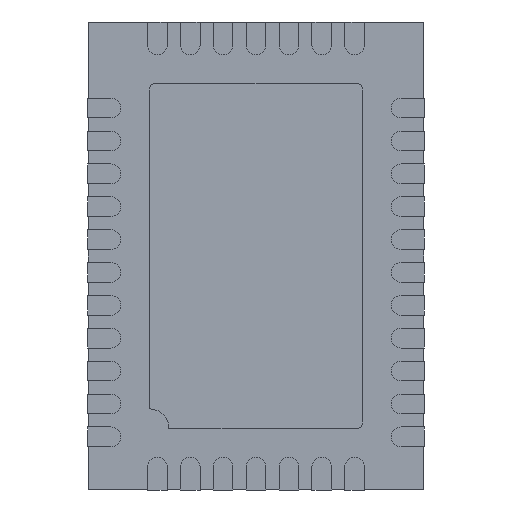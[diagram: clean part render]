
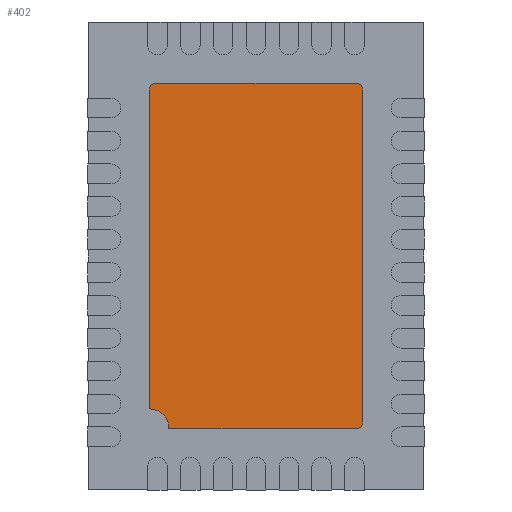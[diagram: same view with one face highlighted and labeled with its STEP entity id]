
A CAD part, front view. The second image highlights one B-rep face of the part: STEP entity #402.
In plain terms, the highlighted face is planar.
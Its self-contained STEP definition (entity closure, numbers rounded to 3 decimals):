
#25 = CARTESIAN_POINT ( 'NONE',  ( 1.325, 0.2, -2.625 ) ) ;
#35 = DIRECTION ( 'NONE',  ( 0., 1., 0. ) ) ;
#61 = ORIENTED_EDGE ( 'NONE', *, *, #207, .T. ) ;
#65 = VERTEX_POINT ( 'NONE', #727 ) ;
#79 = EDGE_CURVE ( 'NONE', #934, #344, #493, .T. ) ;
#97 = VERTEX_POINT ( 'NONE', #1001 ) ;
#138 = FACE_OUTER_BOUND ( 'NONE', #202, .T. ) ;
#170 = LINE ( 'NONE', #564, #1127 ) ;
#186 = ORIENTED_EDGE ( 'NONE', *, *, #785, .F. ) ;
#202 = EDGE_LOOP ( 'NONE', ( #826, #950, #843, #186, #1081, #1097, #1119, #61 ) ) ;
#207 = EDGE_CURVE ( 'NONE', #281, #934, #791, .T. ) ;
#238 = CARTESIAN_POINT ( 'NONE',  ( 1.625, 0.2, 2.525 ) ) ;
#253 = DIRECTION ( 'NONE',  ( 0., 1., 0. ) ) ;
#261 = EDGE_CURVE ( 'NONE', #1109, #859, #170, .T. ) ;
#271 = DIRECTION ( 'NONE',  ( 1., 0., 0. ) ) ;
#281 = VERTEX_POINT ( 'NONE', #1052 ) ;
#290 = AXIS2_PLACEMENT_3D ( 'NONE', #544, #253, #627 ) ;
#316 = LINE ( 'NONE', #617, #1131 ) ;
#320 = DIRECTION ( 'NONE',  ( 0., 1., 0. ) ) ;
#339 = DIRECTION ( 'NONE',  ( 0., 0., -1. ) ) ;
#344 = VERTEX_POINT ( 'NONE', #694 ) ;
#348 = CIRCLE ( 'NONE', #511, 0.1 ) ;
#375 = EDGE_CURVE ( 'NONE', #859, #97, #348, .T. ) ;
#402 = ADVANCED_FACE ( 'NONE', ( #138 ), #417, .T. ) ;
#411 = CARTESIAN_POINT ( 'NONE',  ( -1.525, 0.2, -2.625 ) ) ;
#417 = PLANE ( 'NONE',  #953 ) ;
#428 = DIRECTION ( 'NONE',  ( 0., 0., 1. ) ) ;
#469 = DIRECTION ( 'NONE',  ( -1., 0., 0. ) ) ;
#493 = LINE ( 'NONE', #1098, #897 ) ;
#509 = LINE ( 'NONE', #884, #1051 ) ;
#511 = AXIS2_PLACEMENT_3D ( 'NONE', #899, #35, #428 ) ;
#514 = CARTESIAN_POINT ( 'NONE',  ( -1.525, 0.2, 2.625 ) ) ;
#519 = DIRECTION ( 'NONE',  ( 0., 1., 0. ) ) ;
#535 = CIRCLE ( 'NONE', #677, 0.1 ) ;
#544 = CARTESIAN_POINT ( 'NONE',  ( 1.625, 0.2, -2.625 ) ) ;
#555 = DIRECTION ( 'NONE',  ( 0., 0., 1. ) ) ;
#564 = CARTESIAN_POINT ( 'NONE',  ( -1.625, 0.2, -2.625 ) ) ;
#579 = AXIS2_PLACEMENT_3D ( 'NONE', #1112, #831, #555 ) ;
#617 = CARTESIAN_POINT ( 'NONE',  ( -1.625, 0.2, -2.625 ) ) ;
#627 = DIRECTION ( 'NONE',  ( 0., 0., 1. ) ) ;
#677 = AXIS2_PLACEMENT_3D ( 'NONE', #689, #320, #879 ) ;
#689 = CARTESIAN_POINT ( 'NONE',  ( 1.525, 0.2, 2.525 ) ) ;
#694 = CARTESIAN_POINT ( 'NONE',  ( 1.525, 0.2, 2.625 ) ) ;
#727 = CARTESIAN_POINT ( 'NONE',  ( 1.625, 0.2, -2.325 ) ) ;
#785 = EDGE_CURVE ( 'NONE', #1109, #65, #1019, .T. ) ;
#791 = CIRCLE ( 'NONE', #579, 0.1 ) ;
#826 = ORIENTED_EDGE ( 'NONE', *, *, #79, .T. ) ;
#831 = DIRECTION ( 'NONE',  ( 0., 1., 0. ) ) ;
#843 = ORIENTED_EDGE ( 'NONE', *, *, #936, .T. ) ;
#844 = VERTEX_POINT ( 'NONE', #238 ) ;
#859 = VERTEX_POINT ( 'NONE', #411 ) ;
#879 = DIRECTION ( 'NONE',  ( 0., 0., 1. ) ) ;
#881 = CARTESIAN_POINT ( 'NONE',  ( 0., 0.2, 0. ) ) ;
#884 = CARTESIAN_POINT ( 'NONE',  ( 1.625, 0.2, -2.625 ) ) ;
#897 = VECTOR ( 'NONE', #271, 1000. ) ;
#899 = CARTESIAN_POINT ( 'NONE',  ( -1.525, 0.2, -2.525 ) ) ;
#934 = VERTEX_POINT ( 'NONE', #514 ) ;
#936 = EDGE_CURVE ( 'NONE', #844, #65, #509, .T. ) ;
#950 = ORIENTED_EDGE ( 'NONE', *, *, #956, .T. ) ;
#953 = AXIS2_PLACEMENT_3D ( 'NONE', #881, #519, #1064 ) ;
#956 = EDGE_CURVE ( 'NONE', #344, #844, #535, .T. ) ;
#1001 = CARTESIAN_POINT ( 'NONE',  ( -1.625, 0.2, -2.525 ) ) ;
#1019 = CIRCLE ( 'NONE', #290, 0.3 ) ;
#1051 = VECTOR ( 'NONE', #339, 1000. ) ;
#1052 = CARTESIAN_POINT ( 'NONE',  ( -1.625, 0.2, 2.525 ) ) ;
#1062 = DIRECTION ( 'NONE',  ( 0., 0., 1. ) ) ;
#1064 = DIRECTION ( 'NONE',  ( 0., 0., 1. ) ) ;
#1081 = ORIENTED_EDGE ( 'NONE', *, *, #261, .T. ) ;
#1097 = ORIENTED_EDGE ( 'NONE', *, *, #375, .T. ) ;
#1098 = CARTESIAN_POINT ( 'NONE',  ( -1.625, 0.2, 2.625 ) ) ;
#1109 = VERTEX_POINT ( 'NONE', #25 ) ;
#1112 = CARTESIAN_POINT ( 'NONE',  ( -1.525, 0.2, 2.525 ) ) ;
#1119 = ORIENTED_EDGE ( 'NONE', *, *, #1132, .T. ) ;
#1127 = VECTOR ( 'NONE', #469, 1000. ) ;
#1131 = VECTOR ( 'NONE', #1062, 1000. ) ;
#1132 = EDGE_CURVE ( 'NONE', #97, #281, #316, .T. ) ;
